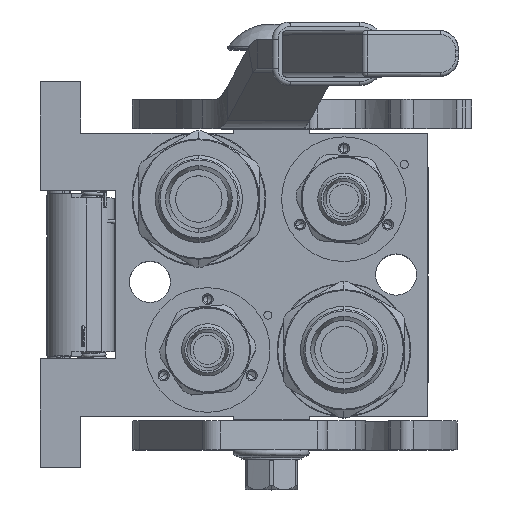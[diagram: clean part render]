
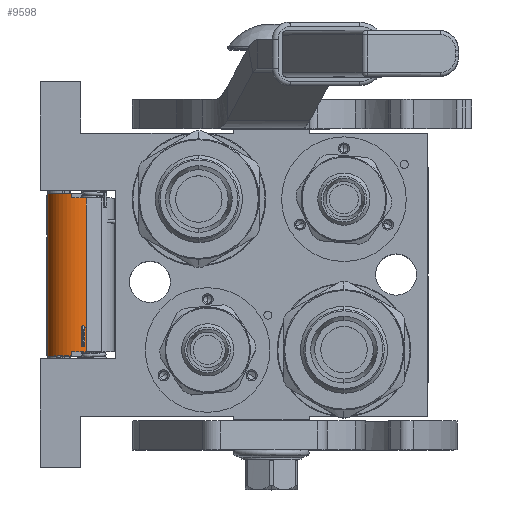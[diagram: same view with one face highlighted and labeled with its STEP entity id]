
A CAD part, top view. The second image highlights one B-rep face of the part: STEP entity #9598.
In plain terms, the highlighted cylindrical face has radius 9.5 mm (diameter 19 mm), a partial arc.
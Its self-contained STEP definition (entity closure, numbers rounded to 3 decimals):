
#309 = VERTEX_POINT ( 'NONE', #3060 ) ;
#1109 = EDGE_CURVE ( 'NONE', #97713, #140023, #6005, .T. ) ;
#2820 = CIRCLE ( 'NONE', #142726, 9.5 ) ;
#3060 = CARTESIAN_POINT ( 'NONE',  ( -26.5, -5.47, -67.22 ) ) ;
#3750 = ORIENTED_EDGE ( 'NONE', *, *, #35251, .T. ) ;
#5835 = VECTOR ( 'NONE', #138255, 1000. ) ;
#6005 = LINE ( 'NONE', #110204, #127860 ) ;
#9598 = ADVANCED_FACE ( 'NONE', ( #95751 ), #75812, .T. ) ;
#10832 = CARTESIAN_POINT ( 'NONE',  ( -28., -1.7, -58.5 ) ) ;
#11446 = CARTESIAN_POINT ( 'NONE',  ( 28., -1.7, -58.5 ) ) ;
#13538 = DIRECTION ( 'NONE',  ( 1., 0., 0. ) ) ;
#14767 = ORIENTED_EDGE ( 'NONE', *, *, #51822, .F. ) ;
#15032 = AXIS2_PLACEMENT_3D ( 'NONE', #60359, #13538, #107572 ) ;
#15845 = CARTESIAN_POINT ( 'NONE',  ( 26.5, -0.2, -67.881 ) ) ;
#16324 = ORIENTED_EDGE ( 'NONE', *, *, #122932, .F. ) ;
#20405 = CARTESIAN_POINT ( 'NONE',  ( -26.5, -1.7, -58.5 ) ) ;
#32599 = CARTESIAN_POINT ( 'NONE',  ( 28., -0.2, -67.881 ) ) ;
#35251 = EDGE_CURVE ( 'NONE', #309, #97118, #116865, .T. ) ;
#37615 = DIRECTION ( 'NONE',  ( 0., 0.158, -0.987 ) ) ;
#44801 = LINE ( 'NONE', #87420, #95652 ) ;
#45332 = LINE ( 'NONE', #97325, #134423 ) ;
#45479 = DIRECTION ( 'NONE',  ( -1., 0., 0. ) ) ;
#46073 = DIRECTION ( 'NONE',  ( 1., 0., 0. ) ) ;
#50326 = DIRECTION ( 'NONE',  ( 1., 0., 0. ) ) ;
#50837 = VERTEX_POINT ( 'NONE', #55400 ) ;
#51822 = EDGE_CURVE ( 'NONE', #96886, #124736, #44801, .T. ) ;
#55400 = CARTESIAN_POINT ( 'NONE',  ( -28., -0.2, -67.881 ) ) ;
#56098 = ORIENTED_EDGE ( 'NONE', *, *, #83775, .F. ) ;
#58106 = CIRCLE ( 'NONE', #15032, 9.5 ) ;
#59061 = VERTEX_POINT ( 'NONE', #84309 ) ;
#60359 = CARTESIAN_POINT ( 'NONE',  ( 26.5, -1.7, -58.5 ) ) ;
#60427 = AXIS2_PLACEMENT_3D ( 'NONE', #10832, #45479, #137922 ) ;
#60992 = CARTESIAN_POINT ( 'NONE',  ( -28., -1.7, -58.5 ) ) ;
#64575 = DIRECTION ( 'NONE',  ( 1., 0., 0. ) ) ;
#66923 = ORIENTED_EDGE ( 'NONE', *, *, #1109, .T. ) ;
#67726 = LINE ( 'NONE', #103676, #5835 ) ;
#72289 = EDGE_LOOP ( 'NONE', ( #149294, #3750, #79230, #139830, #66923, #16324, #14767, #56098 ) ) ;
#75812 = CYLINDRICAL_SURFACE ( 'NONE', #60427, 9.5 ) ;
#78441 = EDGE_CURVE ( 'NONE', #50837, #97118, #45332, .T. ) ;
#79230 = ORIENTED_EDGE ( 'NONE', *, *, #78441, .F. ) ;
#79673 = AXIS2_PLACEMENT_3D ( 'NONE', #20405, #113928, #114948 ) ;
#80065 = AXIS2_PLACEMENT_3D ( 'NONE', #60992, #50326, #37615 ) ;
#83775 = EDGE_CURVE ( 'NONE', #59061, #96886, #58106, .T. ) ;
#84309 = CARTESIAN_POINT ( 'NONE',  ( 26.5, -5.47, -67.22 ) ) ;
#87289 = DIRECTION ( 'NONE',  ( 1., 0., 0. ) ) ;
#87420 = CARTESIAN_POINT ( 'NONE',  ( 26.5, -0.2, -67.881 ) ) ;
#90213 = EDGE_CURVE ( 'NONE', #50837, #97713, #102915, .T. ) ;
#95652 = VECTOR ( 'NONE', #64575, 1000. ) ;
#95751 = FACE_OUTER_BOUND ( 'NONE', #72289, .T. ) ;
#96886 = VERTEX_POINT ( 'NONE', #15845 ) ;
#97118 = VERTEX_POINT ( 'NONE', #114324 ) ;
#97325 = CARTESIAN_POINT ( 'NONE',  ( -28., -0.2, -67.881 ) ) ;
#97713 = VERTEX_POINT ( 'NONE', #122860 ) ;
#102915 = CIRCLE ( 'NONE', #80065, 9.5 ) ;
#103676 = CARTESIAN_POINT ( 'NONE',  ( -26.5, -5.47, -67.22 ) ) ;
#107572 = DIRECTION ( 'NONE',  ( 0., -0.397, -0.918 ) ) ;
#110204 = CARTESIAN_POINT ( 'NONE',  ( -28., 7.8, -58.5 ) ) ;
#113928 = DIRECTION ( 'NONE',  ( 1., 0., 0. ) ) ;
#114324 = CARTESIAN_POINT ( 'NONE',  ( -26.5, -0.2, -67.881 ) ) ;
#114948 = DIRECTION ( 'NONE',  ( 0., -0.397, -0.918 ) ) ;
#116865 = CIRCLE ( 'NONE', #79673, 9.5 ) ;
#122860 = CARTESIAN_POINT ( 'NONE',  ( -28., 7.8, -58.5 ) ) ;
#122932 = EDGE_CURVE ( 'NONE', #124736, #140023, #2820, .T. ) ;
#124661 = EDGE_CURVE ( 'NONE', #309, #59061, #67726, .T. ) ;
#124736 = VERTEX_POINT ( 'NONE', #32599 ) ;
#127860 = VECTOR ( 'NONE', #87289, 1000. ) ;
#133881 = DIRECTION ( 'NONE',  ( 1., 0., 0. ) ) ;
#134423 = VECTOR ( 'NONE', #133881, 1000. ) ;
#137922 = DIRECTION ( 'NONE',  ( 0., -1., 0. ) ) ;
#138255 = DIRECTION ( 'NONE',  ( 1., 0., 0. ) ) ;
#139830 = ORIENTED_EDGE ( 'NONE', *, *, #90213, .T. ) ;
#140023 = VERTEX_POINT ( 'NONE', #148684 ) ;
#142726 = AXIS2_PLACEMENT_3D ( 'NONE', #11446, #46073, #150701 ) ;
#148684 = CARTESIAN_POINT ( 'NONE',  ( 28., 7.8, -58.5 ) ) ;
#149294 = ORIENTED_EDGE ( 'NONE', *, *, #124661, .F. ) ;
#150701 = DIRECTION ( 'NONE',  ( 0., 0.158, -0.987 ) ) ;
